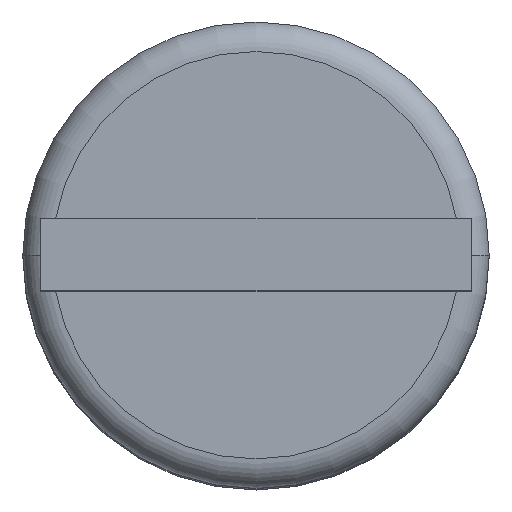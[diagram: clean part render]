
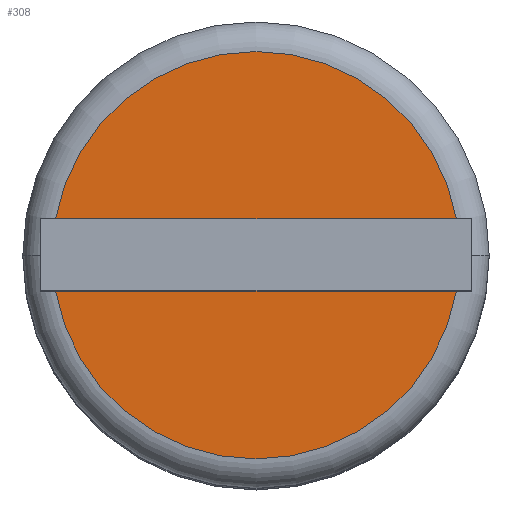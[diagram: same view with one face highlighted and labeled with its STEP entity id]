
A CAD part, top view. The second image highlights one B-rep face of the part: STEP entity #308.
In plain terms, the highlighted planar face has unit normal (0, 0, 1).
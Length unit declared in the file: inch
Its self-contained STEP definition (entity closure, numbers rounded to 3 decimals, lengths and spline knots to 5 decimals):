
#51 = EDGE_LOOP ( 'NONE', ( #623, #624 ) ) ;
#308 = ADVANCED_FACE ( 'NONE', ( #1644 ), #1778, .T. ) ;
#494 = VERTEX_POINT ( 'NONE', #3374 ) ;
#495 = VERTEX_POINT ( 'NONE', #3375 ) ;
#623 = ORIENTED_EDGE ( 'NONE', *, *, #724, .F. ) ;
#624 = ORIENTED_EDGE ( 'NONE', *, *, #718, .F. ) ;
#718 = EDGE_CURVE ( 'NONE', #494, #495, #3089, .T. ) ;
#724 = EDGE_CURVE ( 'NONE', #495, #494, #3097, .T. ) ;
#1644 = FACE_OUTER_BOUND ( 'NONE', #51, .T. ) ;
#1778 = PLANE ( 'NONE',  #1991 ) ;
#1787 = CARTESIAN_POINT ( 'NONE',  ( 0., 0., 0.7885 ) ) ;
#1788 = DIRECTION ( 'NONE',  ( 0., 0., 1. ) ) ;
#1789 = DIRECTION ( 'NONE',  ( 1., 0., 0. ) ) ;
#1991 = AXIS2_PLACEMENT_3D ( 'NONE', #1787, #1788, #1789 ) ;
#3089 = CIRCLE ( 'NONE', #3259, 0.355 ) ;
#3097 = CIRCLE ( 'NONE', #3263, 0.355 ) ;
#3259 = AXIS2_PLACEMENT_3D ( 'NONE', #3450, #3451, #3452 ) ;
#3263 = AXIS2_PLACEMENT_3D ( 'NONE', #3465, #3466, #3467 ) ;
#3374 = CARTESIAN_POINT ( 'NONE',  ( -0.355, 0., 0.7885 ) ) ;
#3375 = CARTESIAN_POINT ( 'NONE',  ( 0.355, 0., 0.7885 ) ) ;
#3450 = CARTESIAN_POINT ( 'NONE',  ( 0., 0., 0.7885 ) ) ;
#3451 = DIRECTION ( 'NONE',  ( 0., 0., -1. ) ) ;
#3452 = DIRECTION ( 'NONE',  ( 1., 0., 0. ) ) ;
#3465 = CARTESIAN_POINT ( 'NONE',  ( 0., 0., 0.7885 ) ) ;
#3466 = DIRECTION ( 'NONE',  ( 0., 0., -1. ) ) ;
#3467 = DIRECTION ( 'NONE',  ( 1., 0., 0. ) ) ;
